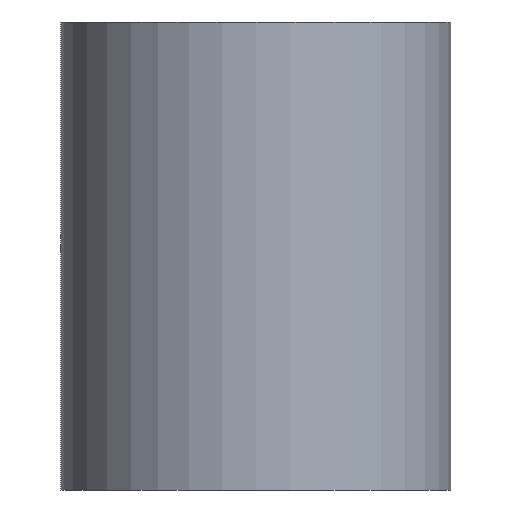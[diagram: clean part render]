
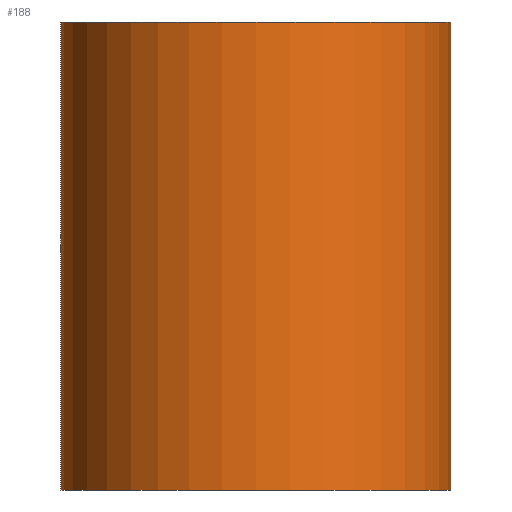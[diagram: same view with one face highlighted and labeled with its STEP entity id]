
A CAD part, front view. The second image highlights one B-rep face of the part: STEP entity #188.
In plain terms, the highlighted cylindrical face has radius 10 mm (diameter 20 mm), a partial arc.
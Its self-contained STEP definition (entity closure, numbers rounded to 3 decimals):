
#5 = CARTESIAN_POINT ( 'NONE',  ( 0., 0., 0. ) ) ;
#14 = DIRECTION ( 'NONE',  ( 0., 0., 1. ) ) ;
#15 = VECTOR ( 'NONE', #114, 1000. ) ;
#20 = CIRCLE ( 'NONE', #121, 10. ) ;
#24 = EDGE_CURVE ( 'NONE', #200, #93, #20, .T. ) ;
#30 = CARTESIAN_POINT ( 'NONE',  ( -10., 0., 24. ) ) ;
#34 = DIRECTION ( 'NONE',  ( -1., 0., 0. ) ) ;
#50 = CARTESIAN_POINT ( 'NONE',  ( 0., 0., 24. ) ) ;
#66 = AXIS2_PLACEMENT_3D ( 'NONE', #50, #14, #129 ) ;
#74 = DIRECTION ( 'NONE',  ( 0., 0., 1. ) ) ;
#80 = LINE ( 'NONE', #208, #15 ) ;
#83 = ORIENTED_EDGE ( 'NONE', *, *, #24, .T. ) ;
#85 = CARTESIAN_POINT ( 'NONE',  ( -10., 0., 24. ) ) ;
#88 = AXIS2_PLACEMENT_3D ( 'NONE', #97, #164, #34 ) ;
#93 = VERTEX_POINT ( 'NONE', #160 ) ;
#95 = VERTEX_POINT ( 'NONE', #193 ) ;
#97 = CARTESIAN_POINT ( 'NONE',  ( 0., 0., 24. ) ) ;
#98 = EDGE_LOOP ( 'NONE', ( #139, #111, #146, #83 ) ) ;
#111 = ORIENTED_EDGE ( 'NONE', *, *, #173, .F. ) ;
#113 = CARTESIAN_POINT ( 'NONE',  ( -10., 0., 0. ) ) ;
#114 = DIRECTION ( 'NONE',  ( 0., 0., -1. ) ) ;
#115 = LINE ( 'NONE', #85, #131 ) ;
#121 = AXIS2_PLACEMENT_3D ( 'NONE', #5, #74, #136 ) ;
#127 = DIRECTION ( 'NONE',  ( 0., 0., -1. ) ) ;
#129 = DIRECTION ( 'NONE',  ( 1., 0., 0. ) ) ;
#131 = VECTOR ( 'NONE', #127, 1000. ) ;
#136 = DIRECTION ( 'NONE',  ( 1., 0., 0. ) ) ;
#139 = ORIENTED_EDGE ( 'NONE', *, *, #159, .F. ) ;
#146 = ORIENTED_EDGE ( 'NONE', *, *, #177, .T. ) ;
#149 = FACE_OUTER_BOUND ( 'NONE', #98, .T. ) ;
#153 = CIRCLE ( 'NONE', #66, 10. ) ;
#159 = EDGE_CURVE ( 'NONE', #95, #93, #80, .T. ) ;
#160 = CARTESIAN_POINT ( 'NONE',  ( 10., 0., 0. ) ) ;
#164 = DIRECTION ( 'NONE',  ( 0., 0., -1. ) ) ;
#171 = VERTEX_POINT ( 'NONE', #30 ) ;
#173 = EDGE_CURVE ( 'NONE', #171, #95, #153, .T. ) ;
#177 = EDGE_CURVE ( 'NONE', #171, #200, #115, .T. ) ;
#179 = CYLINDRICAL_SURFACE ( 'NONE', #88, 10. ) ;
#188 = ADVANCED_FACE ( 'NONE', ( #149 ), #179, .T. ) ;
#193 = CARTESIAN_POINT ( 'NONE',  ( 10., 0., 24. ) ) ;
#200 = VERTEX_POINT ( 'NONE', #113 ) ;
#208 = CARTESIAN_POINT ( 'NONE',  ( 10., 0., 24. ) ) ;
